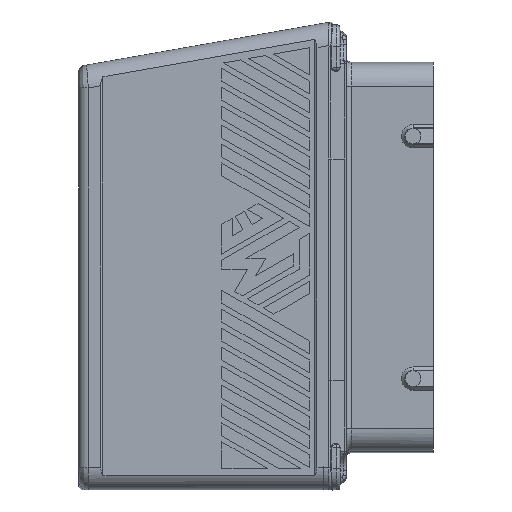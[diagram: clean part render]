
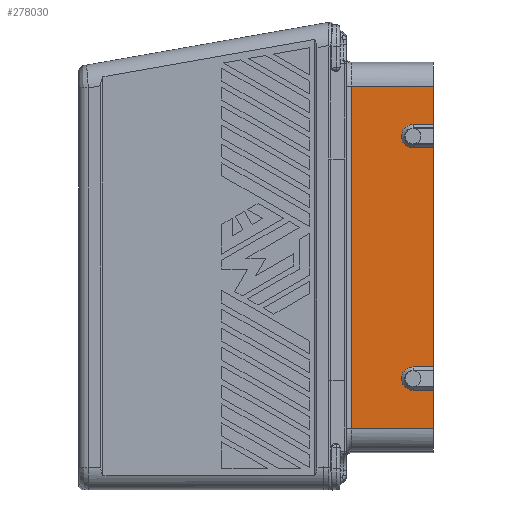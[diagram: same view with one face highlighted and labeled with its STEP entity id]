
A CAD part, left-side view. The second image highlights one B-rep face of the part: STEP entity #278030.
In plain terms, the highlighted planar face has unit normal (-1, 0, 0).
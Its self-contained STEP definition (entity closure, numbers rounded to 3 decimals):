
#212250=CARTESIAN_POINT('',(25.125,45.037,
48.654));
#212260=VERTEX_POINT('',#212250);
#276600=CARTESIAN_POINT('',(25.125,45.037,
-56.571));
#276610=VERTEX_POINT('',#276600);
#276810=CARTESIAN_POINT('',(25.125,20.,
-56.571));
#276820=DIRECTION('',(0.,1.,0.));
#276830=VECTOR('',#276820,1.);
#276840=LINE('',#276810,#276830);
#276850=CARTESIAN_POINT('',(25.125,19.783,
-56.571));
#276860=VERTEX_POINT('',#276850);
#276870=EDGE_CURVE('',#276860,#276610,#276840,.T.);
#277090=CARTESIAN_POINT('',(25.125,19.716,
-46.453));
#277100=DIRECTION('',(-1.,0.,0.));
#277110=DIRECTION('',(0.,0.,1.));
#277120=AXIS2_PLACEMENT_3D('',#277090,#277100,#277110);
#277130=PLANE('',#277120);
#277140=CARTESIAN_POINT('',(25.125,22.91,
29.69));
#277150=DIRECTION('',(0.,1.,0.));
#277160=VECTOR('',#277150,1.);
#277170=LINE('',#277140,#277160);
#277180=CARTESIAN_POINT('',(25.125,19.783,
29.69));
#277190=VERTEX_POINT('',#277180);
#277200=CARTESIAN_POINT('',(25.125,26.037,
29.69));
#277210=VERTEX_POINT('',#277200);
#277220=EDGE_CURVE('',#277190,#277210,#277170,.T.);
#277230=ORIENTED_EDGE('',*,*,#277220,.T.);
#277240=CARTESIAN_POINT('',(25.125,19.783,
-16.957));
#277250=DIRECTION('',(0.,0.,1.));
#277260=VECTOR('',#277250,1.);
#277270=LINE('',#277240,#277260);
#277280=CARTESIAN_POINT('',(25.125,19.783,
-37.598));
#277290=VERTEX_POINT('',#277280);
#277300=EDGE_CURVE('',#277290,#277190,#277270,.T.);
#277310=ORIENTED_EDGE('',*,*,#277300,.T.);
#277320=CARTESIAN_POINT('',(25.125,22.91,
-37.598));
#277330=DIRECTION('',(0.,-1.,0.));
#277340=VECTOR('',#277330,1.);
#277350=LINE('',#277320,#277340);
#277360=CARTESIAN_POINT('',(25.125,26.037,
-37.598));
#277370=VERTEX_POINT('',#277360);
#277380=EDGE_CURVE('',#277370,#277290,#277350,.T.);
#277390=ORIENTED_EDGE('',*,*,#277380,.T.);
#277400=CARTESIAN_POINT('',(25.125,26.037,
-41.198));
#277410=DIRECTION('',(1.,0.,0.));
#277420=DIRECTION('',(0.,0.,-1.));
#277430=AXIS2_PLACEMENT_3D('',#277400,#277410,#277420);
#277440=CIRCLE('',#277430,3.6);
#277450=CARTESIAN_POINT('',(25.125,26.037,
-44.798));
#277460=VERTEX_POINT('',#277450);
#277470=EDGE_CURVE('',#277460,#277370,#277440,.T.);
#277480=ORIENTED_EDGE('',*,*,#277470,.T.);
#277490=CARTESIAN_POINT('',(25.125,22.91,
-44.798));
#277500=DIRECTION('',(0.,1.,0.));
#277510=VECTOR('',#277500,1.);
#277520=LINE('',#277490,#277510);
#277530=CARTESIAN_POINT('',(25.125,19.783,
-44.798));
#277540=VERTEX_POINT('',#277530);
#277550=EDGE_CURVE('',#277540,#277460,#277520,.T.);
#277560=ORIENTED_EDGE('',*,*,#277550,.T.);
#277570=CARTESIAN_POINT('',(25.125,19.783,
-37.457));
#277580=DIRECTION('',(0.,0.,1.));
#277590=VECTOR('',#277580,1.);
#277600=LINE('',#277570,#277590);
#277610=EDGE_CURVE('',#276860,#277540,#277600,.T.);
#277620=ORIENTED_EDGE('',*,*,#277610,.T.);
#277630=ORIENTED_EDGE('',*,*,#276870,.F.);
#277640=CARTESIAN_POINT('',(25.125,45.037,
-41.453));
#277650=DIRECTION('',(0.,0.,1.));
#277660=VECTOR('',#277650,1.);
#277670=LINE('',#277640,#277660);
#277680=EDGE_CURVE('',#276610,#212260,#277670,.T.);
#277690=ORIENTED_EDGE('',*,*,#277680,.F.);
#277700=CARTESIAN_POINT('',(25.125,20.,
48.654));
#277710=DIRECTION('',(0.,-1.,0.));
#277720=VECTOR('',#277710,1.);
#277730=LINE('',#277700,#277720);
#277740=CARTESIAN_POINT('',(25.125,19.783,
48.654));
#277750=VERTEX_POINT('',#277740);
#277760=EDGE_CURVE('',#212260,#277750,#277730,.T.);
#277770=ORIENTED_EDGE('',*,*,#277760,.F.);
#277780=CARTESIAN_POINT('',(25.125,19.783,
9.533));
#277790=DIRECTION('',(0.,0.,1.));
#277800=VECTOR('',#277790,1.);
#277810=LINE('',#277780,#277800);
#277820=CARTESIAN_POINT('',(25.125,19.783,
36.89));
#277830=VERTEX_POINT('',#277820);
#277840=EDGE_CURVE('',#277830,#277750,#277810,.T.);
#277850=ORIENTED_EDGE('',*,*,#277840,.T.);
#277860=CARTESIAN_POINT('',(25.125,22.91,
36.89));
#277870=DIRECTION('',(0.,-1.,0.));
#277880=VECTOR('',#277870,1.);
#277890=LINE('',#277860,#277880);
#277900=CARTESIAN_POINT('',(25.125,26.037,
36.89));
#277910=VERTEX_POINT('',#277900);
#277920=EDGE_CURVE('',#277910,#277830,#277890,.T.);
#277930=ORIENTED_EDGE('',*,*,#277920,.T.);
#277940=CARTESIAN_POINT('',(25.125,26.037,
33.29));
#277950=DIRECTION('',(1.,0.,0.));
#277960=DIRECTION('',(0.,0.,-1.));
#277970=AXIS2_PLACEMENT_3D('',#277940,#277950,#277960);
#277980=CIRCLE('',#277970,3.6);
#277990=EDGE_CURVE('',#277210,#277910,#277980,.T.);
#278000=ORIENTED_EDGE('',*,*,#277990,.T.);
#278010=EDGE_LOOP('',(#278000,#277930,#277850,#277770,#277690,#277630,
#277620,#277560,#277480,#277390,#277310,#277230));
#278020=FACE_OUTER_BOUND('',#278010,.T.);
#278030=ADVANCED_FACE('',(#278020),#277130,.T.);
